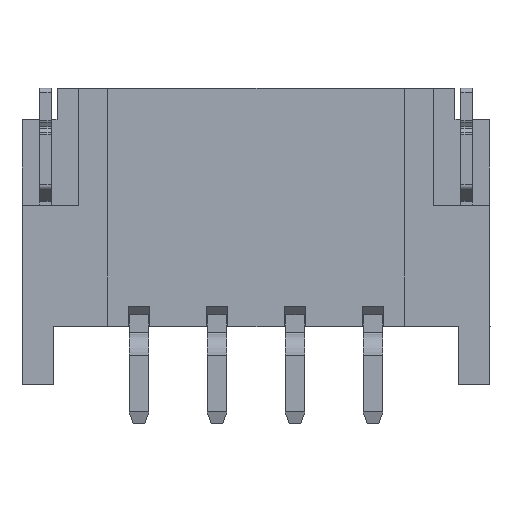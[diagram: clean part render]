
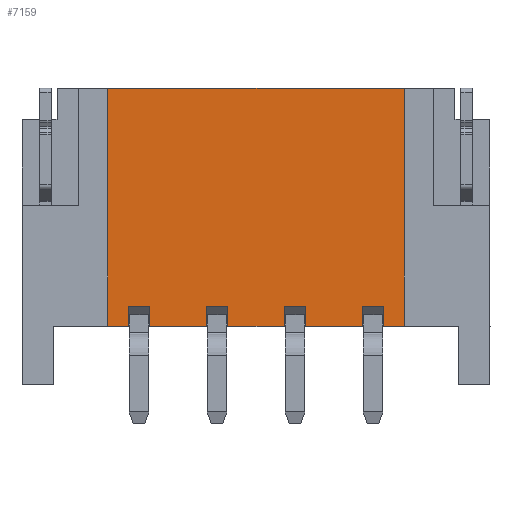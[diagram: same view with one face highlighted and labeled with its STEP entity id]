
A CAD part, top view. The second image highlights one B-rep face of the part: STEP entity #7159.
In plain terms, the highlighted planar face has unit normal (0, 0, 1).
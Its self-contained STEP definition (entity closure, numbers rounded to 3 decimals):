
#859=DIRECTION('',(1.,0.,0.));
#860=VECTOR('',#859,0.55);
#861=CARTESIAN_POINT('',(-5.275,-2.55,5.4));
#862=LINE('',#861,#860);
#863=DIRECTION('',(1.,0.,0.));
#864=VECTOR('',#863,0.55);
#865=CARTESIAN_POINT('',(-3.275,-2.55,5.4));
#866=LINE('',#865,#864);
#883=DIRECTION('',(1.,0.,0.));
#884=VECTOR('',#883,1.45);
#885=CARTESIAN_POINT('',(-6.725,-3.05,5.4));
#886=LINE('',#885,#884);
#887=DIRECTION('',(1.,0.,0.));
#888=VECTOR('',#887,7.6);
#889=CARTESIAN_POINT('',(-9.8,3.05,5.4));
#890=LINE('',#889,#888);
#891=DIRECTION('',(1.,0.,0.));
#892=VECTOR('',#891,0.55);
#893=CARTESIAN_POINT('',(-7.275,-2.55,5.4));
#894=LINE('',#893,#892);
#895=DIRECTION('',(1.,0.,0.));
#896=VECTOR('',#895,0.55);
#897=CARTESIAN_POINT('',(-9.275,-2.55,5.4));
#898=LINE('',#897,#896);
#899=DIRECTION('',(1.,0.,0.));
#900=VECTOR('',#899,0.525);
#901=CARTESIAN_POINT('',(-9.8,-3.05,5.4));
#902=LINE('',#901,#900);
#903=DIRECTION('',(0.,1.,0.));
#904=VECTOR('',#903,6.1);
#905=CARTESIAN_POINT('',(-2.2,-3.05,5.4));
#906=LINE('',#905,#904);
#1684=DIRECTION('',(0.,-1.,0.));
#1685=VECTOR('',#1684,0.5);
#1686=CARTESIAN_POINT('',(-2.725,-2.55,5.4));
#1687=LINE('',#1686,#1685);
#1692=DIRECTION('',(1.,0.,0.));
#1693=VECTOR('',#1692,0.525);
#1694=CARTESIAN_POINT('',(-2.725,-3.05,5.4));
#1695=LINE('',#1694,#1693);
#1925=DIRECTION('',(0.,-1.,0.));
#1926=VECTOR('',#1925,0.5);
#1927=CARTESIAN_POINT('',(-3.275,-2.55,5.4));
#1928=LINE('',#1927,#1926);
#1937=DIRECTION('',(1.,0.,0.));
#1938=VECTOR('',#1937,1.45);
#1939=CARTESIAN_POINT('',(-4.725,-3.05,5.4));
#1940=LINE('',#1939,#1938);
#1961=DIRECTION('',(0.,-1.,0.));
#1962=VECTOR('',#1961,0.5);
#1963=CARTESIAN_POINT('',(-4.725,-2.55,5.4));
#1964=LINE('',#1963,#1962);
#1969=DIRECTION('',(0.,-1.,0.));
#1970=VECTOR('',#1969,0.5);
#1971=CARTESIAN_POINT('',(-5.275,-2.55,5.4));
#1972=LINE('',#1971,#1970);
#1985=DIRECTION('',(0.,-1.,0.));
#1986=VECTOR('',#1985,0.5);
#1987=CARTESIAN_POINT('',(-6.725,-2.55,5.4));
#1988=LINE('',#1987,#1986);
#1989=DIRECTION('',(0.,-1.,0.));
#1990=VECTOR('',#1989,0.5);
#1991=CARTESIAN_POINT('',(-7.275,-2.55,5.4));
#1992=LINE('',#1991,#1990);
#1997=DIRECTION('',(1.,0.,0.));
#1998=VECTOR('',#1997,1.45);
#1999=CARTESIAN_POINT('',(-8.725,-3.05,5.4));
#2000=LINE('',#1999,#1998);
#2029=DIRECTION('',(0.,-1.,0.));
#2030=VECTOR('',#2029,0.5);
#2031=CARTESIAN_POINT('',(-8.725,-2.55,5.4));
#2032=LINE('',#2031,#2030);
#2037=DIRECTION('',(0.,-1.,0.));
#2038=VECTOR('',#2037,0.5);
#2039=CARTESIAN_POINT('',(-9.275,-2.55,5.4));
#2040=LINE('',#2039,#2038);
#2681=DIRECTION('',(0.,1.,0.));
#2682=VECTOR('',#2681,6.1);
#2683=CARTESIAN_POINT('',(-9.8,-3.05,5.4));
#2684=LINE('',#2683,#2682);
#4091=CARTESIAN_POINT('',(-2.2,3.05,5.4));
#4092=VERTEX_POINT('',#4091);
#4093=CARTESIAN_POINT('',(-2.2,-3.05,5.4));
#4094=VERTEX_POINT('',#4093);
#4095=CARTESIAN_POINT('',(-2.725,-3.05,5.4));
#4096=VERTEX_POINT('',#4095);
#4097=CARTESIAN_POINT('',(-2.725,-2.55,5.4));
#4098=VERTEX_POINT('',#4097);
#4099=CARTESIAN_POINT('',(-3.275,-2.55,5.4));
#4100=VERTEX_POINT('',#4099);
#4101=CARTESIAN_POINT('',(-3.275,-3.05,5.4));
#4102=VERTEX_POINT('',#4101);
#4103=CARTESIAN_POINT('',(-4.725,-3.05,5.4));
#4104=VERTEX_POINT('',#4103);
#4105=CARTESIAN_POINT('',(-4.725,-2.55,5.4));
#4106=VERTEX_POINT('',#4105);
#4107=CARTESIAN_POINT('',(-5.275,-2.55,5.4));
#4108=VERTEX_POINT('',#4107);
#4109=CARTESIAN_POINT('',(-5.275,-3.05,5.4));
#4110=VERTEX_POINT('',#4109);
#4831=CARTESIAN_POINT('',(-9.8,3.05,5.4));
#4832=VERTEX_POINT('',#4831);
#4908=CARTESIAN_POINT('',(-6.725,-2.55,5.4));
#4910=VERTEX_POINT('',#4908);
#4911=CARTESIAN_POINT('',(-7.275,-2.55,5.4));
#4912=VERTEX_POINT('',#4911);
#4917=CARTESIAN_POINT('',(-8.725,-2.55,5.4));
#4918=VERTEX_POINT('',#4917);
#4919=CARTESIAN_POINT('',(-9.275,-2.55,5.4));
#4920=VERTEX_POINT('',#4919);
#5291=CARTESIAN_POINT('',(-9.8,-3.05,5.4));
#5292=CARTESIAN_POINT('',(-9.275,-3.05,5.4));
#5293=VERTEX_POINT('',#5291);
#5294=VERTEX_POINT('',#5292);
#5295=CARTESIAN_POINT('',(-6.725,-3.05,5.4));
#5296=VERTEX_POINT('',#5295);
#5297=CARTESIAN_POINT('',(-7.275,-3.05,5.4));
#5298=VERTEX_POINT('',#5297);
#5299=CARTESIAN_POINT('',(-8.725,-3.05,5.4));
#5300=VERTEX_POINT('',#5299);
#7118=CARTESIAN_POINT('',(-7.9,0.,5.4));
#7119=DIRECTION('',(0.,0.,1.));
#7120=DIRECTION('',(1.,0.,0.));
#7121=AXIS2_PLACEMENT_3D('',#7118,#7119,#7120);
#7122=PLANE('',#7121);
#7123=ORIENTED_EDGE('',*,*,#5891,.T.);
#7125=ORIENTED_EDGE('',*,*,#7124,.F.);
#7127=ORIENTED_EDGE('',*,*,#7126,.F.);
#7129=ORIENTED_EDGE('',*,*,#7128,.F.);
#7130=ORIENTED_EDGE('',*,*,#7058,.F.);
#7132=ORIENTED_EDGE('',*,*,#7131,.T.);
#7134=ORIENTED_EDGE('',*,*,#7133,.F.);
#7136=ORIENTED_EDGE('',*,*,#7135,.F.);
#7137=ORIENTED_EDGE('',*,*,#7050,.F.);
#7139=ORIENTED_EDGE('',*,*,#7138,.T.);
#7140=ORIENTED_EDGE('',*,*,#7108,.F.);
#7142=ORIENTED_EDGE('',*,*,#7141,.F.);
#7143=ORIENTED_EDGE('',*,*,#7081,.F.);
#7145=ORIENTED_EDGE('',*,*,#7144,.T.);
#7147=ORIENTED_EDGE('',*,*,#7146,.F.);
#7149=ORIENTED_EDGE('',*,*,#7148,.F.);
#7150=ORIENTED_EDGE('',*,*,#7073,.F.);
#7152=ORIENTED_EDGE('',*,*,#7151,.T.);
#7154=ORIENTED_EDGE('',*,*,#7153,.F.);
#7156=ORIENTED_EDGE('',*,*,#7155,.T.);
#7157=EDGE_LOOP('',(#7123,#7125,#7127,#7129,#7130,#7132,#7134,#7136,#7137,#7139,
#7140,#7142,#7143,#7145,#7147,#7149,#7150,#7152,#7154,#7156));
#7158=FACE_OUTER_BOUND('',#7157,.F.);
#5891=EDGE_CURVE('',#4832,#4092,#890,.T.);
#7050=EDGE_CURVE('',#4108,#4106,#862,.T.);
#7058=EDGE_CURVE('',#4100,#4098,#866,.T.);
#7073=EDGE_CURVE('',#4920,#4918,#898,.T.);
#7081=EDGE_CURVE('',#4912,#4910,#894,.T.);
#7108=EDGE_CURVE('',#5296,#4110,#886,.T.);
#7124=EDGE_CURVE('',#4094,#4092,#906,.T.);
#7126=EDGE_CURVE('',#4096,#4094,#1695,.T.);
#7128=EDGE_CURVE('',#4098,#4096,#1687,.T.);
#7131=EDGE_CURVE('',#4100,#4102,#1928,.T.);
#7133=EDGE_CURVE('',#4104,#4102,#1940,.T.);
#7135=EDGE_CURVE('',#4106,#4104,#1964,.T.);
#7138=EDGE_CURVE('',#4108,#4110,#1972,.T.);
#7141=EDGE_CURVE('',#4910,#5296,#1988,.T.);
#7144=EDGE_CURVE('',#4912,#5298,#1992,.T.);
#7146=EDGE_CURVE('',#5300,#5298,#2000,.T.);
#7148=EDGE_CURVE('',#4918,#5300,#2032,.T.);
#7151=EDGE_CURVE('',#4920,#5294,#2040,.T.);
#7153=EDGE_CURVE('',#5293,#5294,#902,.T.);
#7155=EDGE_CURVE('',#5293,#4832,#2684,.T.);
#7159=ADVANCED_FACE('',(#7158),#7122,.T.);
